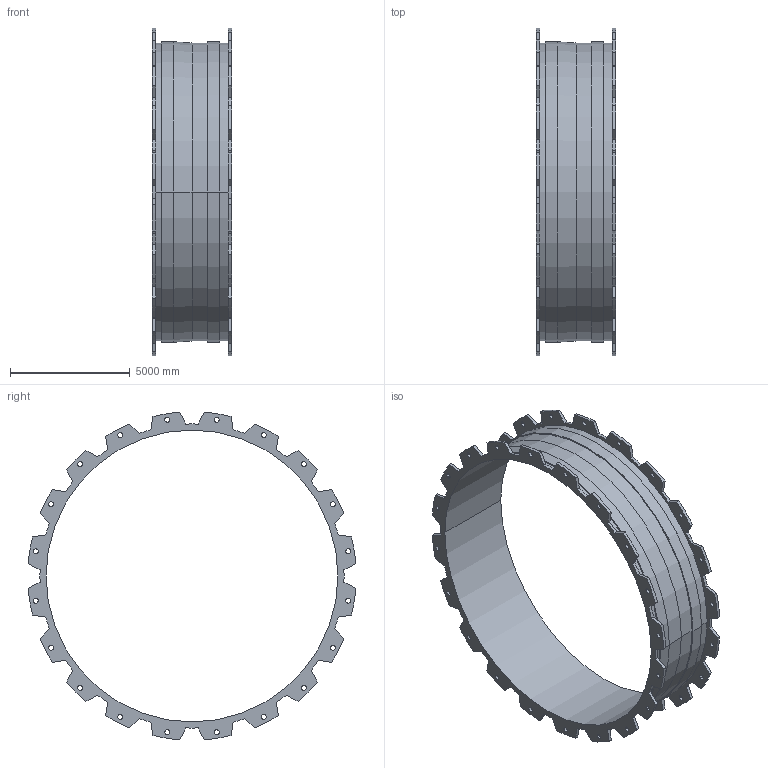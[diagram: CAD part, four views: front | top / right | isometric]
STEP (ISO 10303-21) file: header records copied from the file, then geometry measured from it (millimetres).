
FILE_DESCRIPTION((''),'2;1');
FILE_NAME('PRIMARY_TURBINE_CASE','2025-12-19T09:18:50',('H576696'),('Honeywell International Inc.'),'CREO PARAMETRIC BY PTC INC, 2023134','CREO PARAMETRIC BY PTC INC, 2023134','');
FILE_SCHEMA(('AUTOMOTIVE_DESIGN { 1 0 10303 214 1 1 1 1 }'));
Length unit declared in the file: inch
Products named in the file (1): PRIMARY_TURBINE_CASE
Bounding box: 3302 x 13678.32 x 13678.32 mm (x, y, z)
Volume: 23508894005.6 mm3; surface area: 350001302 mm2
Topology: 1 solids, 1 shells, 261 faces, 758 edges, 504 vertices
Faces by surface type: cylinder 172, plane 87, cone 2
Entity records: 13204 total; most frequent: DIRECTION 1626, CARTESIAN_POINT 1526, ORIENTED_EDGE 1516, PRESENTATION_STYLE_ASSIGNMENT 1020, STYLED_ITEM 1020, CURVE_STYLE 758, EDGE_CURVE 758, AXIS2_PLACEMENT_3D 606
